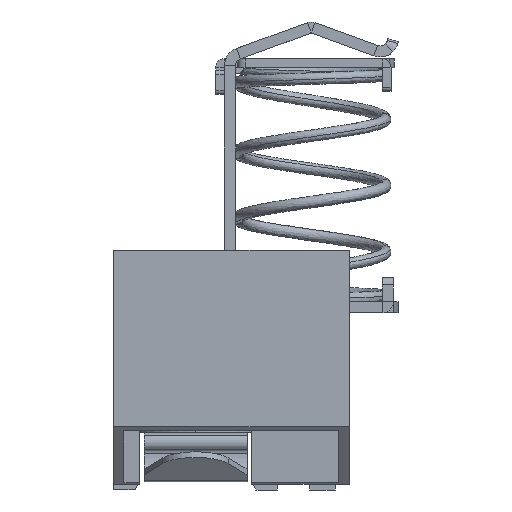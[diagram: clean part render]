
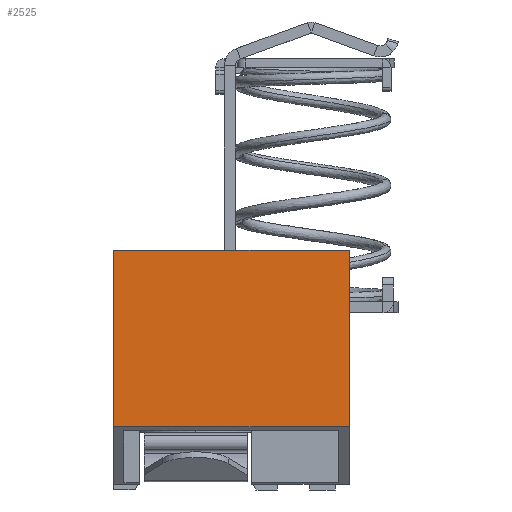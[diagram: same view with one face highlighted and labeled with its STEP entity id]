
A CAD part, front view. The second image highlights one B-rep face of the part: STEP entity #2525.
In plain terms, the highlighted planar face has unit normal (0, -1, 0).
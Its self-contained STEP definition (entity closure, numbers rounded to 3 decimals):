
#2507=AXIS2_PLACEMENT_3D('Plane Axis2P3D',#2504,#2505,#2506) ;
#1375=CARTESIAN_POINT('Vertex',(32.,0.,32.564)) ;
#1378=CARTESIAN_POINT('Line Origine',(32.,0.,20.564)) ;
#1382=CARTESIAN_POINT('Vertex',(32.,0.,8.564)) ;
#1643=CARTESIAN_POINT('Vertex',(0.,0.,8.564)) ;
#1646=CARTESIAN_POINT('Line Origine',(0.,0.,20.564)) ;
#1650=CARTESIAN_POINT('Vertex',(0.,0.,32.564)) ;
#2504=CARTESIAN_POINT('Axis2P3D Location',(16.,0.,8.564)) ;
#2509=CARTESIAN_POINT('Line Origine',(16.,0.,8.564)) ;
#2514=CARTESIAN_POINT('Line Origine',(16.,0.,32.564)) ;
#1379=DIRECTION('Vector Direction',(0.,0.,1.)) ;
#1647=DIRECTION('Vector Direction',(0.,0.,1.)) ;
#2505=DIRECTION('Axis2P3D Direction',(0.,1.,0.)) ;
#2506=DIRECTION('Axis2P3D XDirection',(0.,0.,1.)) ;
#2510=DIRECTION('Vector Direction',(1.,0.,0.)) ;
#2515=DIRECTION('Vector Direction',(1.,0.,0.)) ;
#1380=VECTOR('Line Direction',#1379,1.) ;
#1648=VECTOR('Line Direction',#1647,1.) ;
#2511=VECTOR('Line Direction',#2510,1.) ;
#2516=VECTOR('Line Direction',#2515,1.) ;
#2520=ORIENTED_EDGE('',*,*,#1652,.F.) ;
#2521=ORIENTED_EDGE('',*,*,#2513,.T.) ;
#2522=ORIENTED_EDGE('',*,*,#1384,.T.) ;
#2523=ORIENTED_EDGE('',*,*,#2518,.F.) ;
#2525=ADVANCED_FACE('V1',(#2524),#2508,.F.) ;
#1384=EDGE_CURVE('',#1383,#1376,#1381,.T.) ;
#1652=EDGE_CURVE('',#1644,#1651,#1649,.T.) ;
#2513=EDGE_CURVE('',#1644,#1383,#2512,.T.) ;
#2518=EDGE_CURVE('',#1651,#1376,#2517,.T.) ;
#2519=EDGE_LOOP('',(#2520,#2521,#2522,#2523)) ;
#2524=FACE_OUTER_BOUND('',#2519,.T.) ;
#1381=LINE('Line',#1378,#1380) ;
#1649=LINE('Line',#1646,#1648) ;
#2512=LINE('Line',#2509,#2511) ;
#2517=LINE('Line',#2514,#2516) ;
#2508=PLANE('',#2507) ;
#1376=VERTEX_POINT('',#1375) ;
#1383=VERTEX_POINT('',#1382) ;
#1644=VERTEX_POINT('',#1643) ;
#1651=VERTEX_POINT('',#1650) ;
